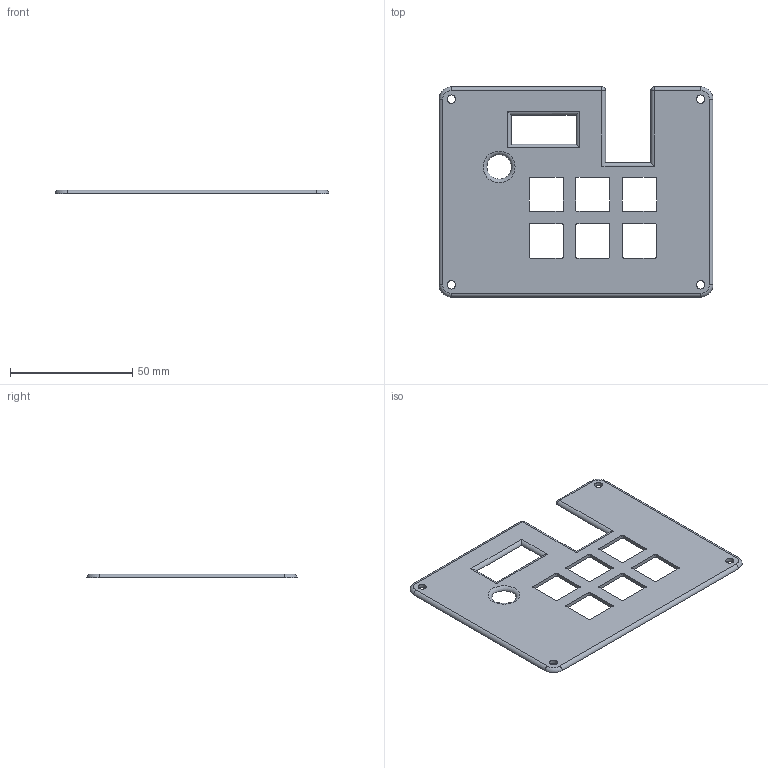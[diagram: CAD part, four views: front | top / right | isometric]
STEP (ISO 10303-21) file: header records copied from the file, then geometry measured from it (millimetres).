
FILE_DESCRIPTION(/* description */ (''),/* implementation_level */ '2;1');
FILE_NAME(/* name */ 'The Real Deal Top.step',/* time_stamp */ '2025-07-21T00:28:14+05:30',/* author */ (''),/* organization */ (''),/* preprocessor_version */ 'ST-DEVELOPER v20.1',/* originating_system */ 'Autodesk Translation Framework v14.10.0.0',/* authorisation */ '');
FILE_SCHEMA (('AUTOMOTIVE_DESIGN { 1 0 10303 214 3 1 1 }'));
Length unit declared in the file: millimetre
Products named in the file (1): 2025-06-05-23-21-18-509
Bounding box: 112 x 86 x 1.5 mm (x, y, z)
Volume: 10868.8 mm3; surface area: 15917.8 mm2
Topology: 1 solids, 1 shells, 283 faces, 798 edges, 530 vertices
Faces by surface type: bspline 148, plane 90, cylinder 40, torus 5
Full cylindrical faces by diameter (mm): 3.4 x4
Entity records: 10570 total; most frequent: CARTESIAN_POINT 4108, ORIENTED_EDGE 1592, DIRECTION 863, EDGE_CURVE 796, VERTEX_POINT 530, LINE 417, VECTOR 417, EDGE_LOOP 322
